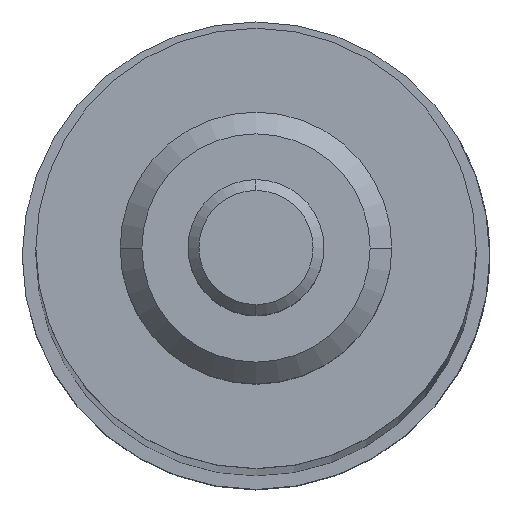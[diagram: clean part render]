
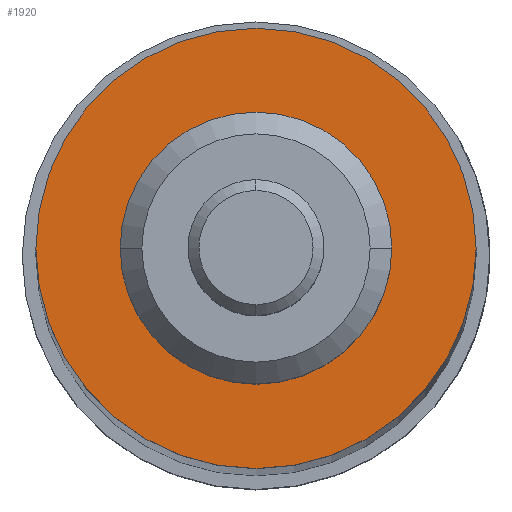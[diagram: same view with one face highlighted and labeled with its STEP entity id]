
A CAD part, top view. The second image highlights one B-rep face of the part: STEP entity #1920.
In plain terms, the highlighted face is planar.
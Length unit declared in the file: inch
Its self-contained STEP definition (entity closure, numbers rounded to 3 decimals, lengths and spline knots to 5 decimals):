
#21 = DIRECTION ( 'NONE',  ( 1., 0., 0. ) ) ;
#22 = CARTESIAN_POINT ( 'NONE',  ( 0.44, 0., 0. ) ) ;
#82 = DIRECTION ( 'NONE',  ( -1., 0., 0. ) ) ;
#107 = CARTESIAN_POINT ( 'NONE',  ( 0.44, 0., 0. ) ) ;
#118 = AXIS2_PLACEMENT_3D ( 'NONE', #894, #21, #1281 ) ;
#194 = DIRECTION ( 'NONE',  ( 0., 0., 1. ) ) ;
#284 = DIRECTION ( 'NONE',  ( 0., 0., 1. ) ) ;
#293 = ORIENTED_EDGE ( 'NONE', *, *, #2003, .T. ) ;
#298 = AXIS2_PLACEMENT_3D ( 'NONE', #1172, #82, #1351 ) ;
#312 = FACE_OUTER_BOUND ( 'NONE', #541, .T. ) ;
#352 = VERTEX_POINT ( 'NONE', #1879 ) ;
#379 = ORIENTED_EDGE ( 'NONE', *, *, #1488, .F. ) ;
#541 = EDGE_LOOP ( 'NONE', ( #1667, #293 ) ) ;
#561 = CIRCLE ( 'NONE', #684, 0.25 ) ;
#684 = AXIS2_PLACEMENT_3D ( 'NONE', #723, #1999, #918 ) ;
#717 = AXIS2_PLACEMENT_3D ( 'NONE', #107, #1376, #284 ) ;
#723 = CARTESIAN_POINT ( 'NONE',  ( 0.44, 0., 0. ) ) ;
#781 = FACE_BOUND ( 'NONE', #2047, .T. ) ;
#804 = AXIS2_PLACEMENT_3D ( 'NONE', #22, #1284, #194 ) ;
#828 = CARTESIAN_POINT ( 'NONE',  ( 0.44, 0., -0.25 ) ) ;
#894 = CARTESIAN_POINT ( 'NONE',  ( 0.44, 0.405, 0. ) ) ;
#916 = EDGE_CURVE ( 'NONE', #1171, #352, #1475, .T. ) ;
#918 = DIRECTION ( 'NONE',  ( 0., 0., 1. ) ) ;
#1096 = PLANE ( 'NONE',  #118 ) ;
#1105 = CIRCLE ( 'NONE', #717, 0.405 ) ;
#1171 = VERTEX_POINT ( 'NONE', #828 ) ;
#1172 = CARTESIAN_POINT ( 'NONE',  ( 0.44, 0., 0. ) ) ;
#1281 = DIRECTION ( 'NONE',  ( 0., 0., -1. ) ) ;
#1284 = DIRECTION ( 'NONE',  ( -1., 0., 0. ) ) ;
#1351 = DIRECTION ( 'NONE',  ( 0., 0., 1. ) ) ;
#1376 = DIRECTION ( 'NONE',  ( -1., 0., 0. ) ) ;
#1432 = CARTESIAN_POINT ( 'NONE',  ( 0.44, 0., 0.405 ) ) ;
#1468 = CARTESIAN_POINT ( 'NONE',  ( 0.44, 0., -0.405 ) ) ;
#1475 = CIRCLE ( 'NONE', #298, 0.25 ) ;
#1488 = EDGE_CURVE ( 'NONE', #352, #1171, #561, .T. ) ;
#1500 = EDGE_CURVE ( 'NONE', #1897, #1991, #2010, .T. ) ;
#1667 = ORIENTED_EDGE ( 'NONE', *, *, #1500, .T. ) ;
#1879 = CARTESIAN_POINT ( 'NONE',  ( 0.44, 0., 0.25 ) ) ;
#1897 = VERTEX_POINT ( 'NONE', #1432 ) ;
#1920 = ADVANCED_FACE ( 'NONE', ( #781, #312 ), #1096, .F. ) ;
#1991 = VERTEX_POINT ( 'NONE', #1468 ) ;
#1999 = DIRECTION ( 'NONE',  ( -1., 0., 0. ) ) ;
#2003 = EDGE_CURVE ( 'NONE', #1991, #1897, #1105, .T. ) ;
#2010 = CIRCLE ( 'NONE', #804, 0.405 ) ;
#2014 = ORIENTED_EDGE ( 'NONE', *, *, #916, .F. ) ;
#2047 = EDGE_LOOP ( 'NONE', ( #379, #2014 ) ) ;
